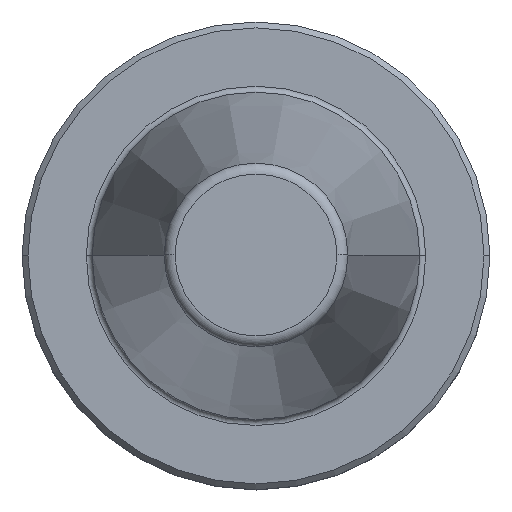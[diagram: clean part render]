
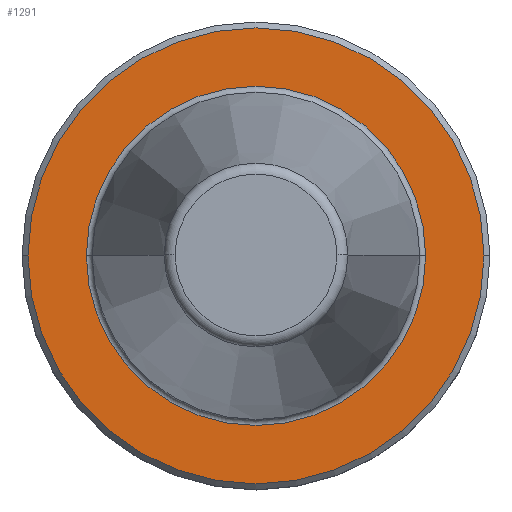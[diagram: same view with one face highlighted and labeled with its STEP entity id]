
A CAD part, top view. The second image highlights one B-rep face of the part: STEP entity #1291.
In plain terms, the highlighted planar face has unit normal (0, 0, 1).
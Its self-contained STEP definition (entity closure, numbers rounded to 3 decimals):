
#486=CARTESIAN_POINT('',(0.,0.,-3.17));
#487=DIRECTION('',(0.,0.,-1.));
#488=DIRECTION('',(1.,0.,0.));
#489=AXIS2_PLACEMENT_3D('',#486,#487,#488);
#502=CARTESIAN_POINT('',(0.,0.,-3.17));
#503=DIRECTION('',(0.,0.,1.));
#504=DIRECTION('',(1.,0.,0.));
#505=AXIS2_PLACEMENT_3D('',#502,#503,#504);
#510=CARTESIAN_POINT('',(0.,0.,-3.17));
#511=DIRECTION('',(0.,0.,-1.));
#512=DIRECTION('',(1.,0.,0.));
#513=AXIS2_PLACEMENT_3D('',#510,#511,#512);
#642=CARTESIAN_POINT('',(0.,0.,-3.17));
#643=DIRECTION('',(0.,0.,1.));
#644=DIRECTION('',(1.,0.,0.));
#645=AXIS2_PLACEMENT_3D('',#642,#643,#644);
#728=CARTESIAN_POINT('',(23.025,0.,-3.17));
#729=VERTEX_POINT('',#728);
#730=CARTESIAN_POINT('',(-23.025,0.,-3.17));
#731=VERTEX_POINT('',#730);
#740=CARTESIAN_POINT('',(30.95,0.,-3.17));
#741=CARTESIAN_POINT('',(-30.95,0.,-3.17));
#742=VERTEX_POINT('',#740);
#743=VERTEX_POINT('',#741);
#1275=CARTESIAN_POINT('',(0.,0.,-3.17));
#1276=DIRECTION('',(0.,0.,-1.));
#1277=DIRECTION('',(-1.,0.,0.));
#1278=AXIS2_PLACEMENT_3D('',#1275,#1276,#1277);
#1279=PLANE('',#1278);
#1280=ORIENTED_EDGE('',*,*,#1265,.T.);
#1282=ORIENTED_EDGE('',*,*,#1281,.F.);
#1283=EDGE_LOOP('',(#1280,#1282));
#1284=FACE_OUTER_BOUND('',#1283,.F.);
#1286=ORIENTED_EDGE('',*,*,#1285,.T.);
#1288=ORIENTED_EDGE('',*,*,#1287,.F.);
#1289=EDGE_LOOP('',(#1286,#1288));
#1290=FACE_BOUND('',#1289,.F.);
#490=CIRCLE('',#489,30.95);
#506=CIRCLE('',#505,23.025);
#514=CIRCLE('',#513,23.025);
#646=CIRCLE('',#645,30.95);
#1265=EDGE_CURVE('',#742,#743,#490,.T.);
#1281=EDGE_CURVE('',#742,#743,#646,.T.);
#1285=EDGE_CURVE('',#729,#731,#506,.T.);
#1287=EDGE_CURVE('',#729,#731,#514,.T.);
#1291=ADVANCED_FACE('',(#1284,#1290),#1279,.F.);
